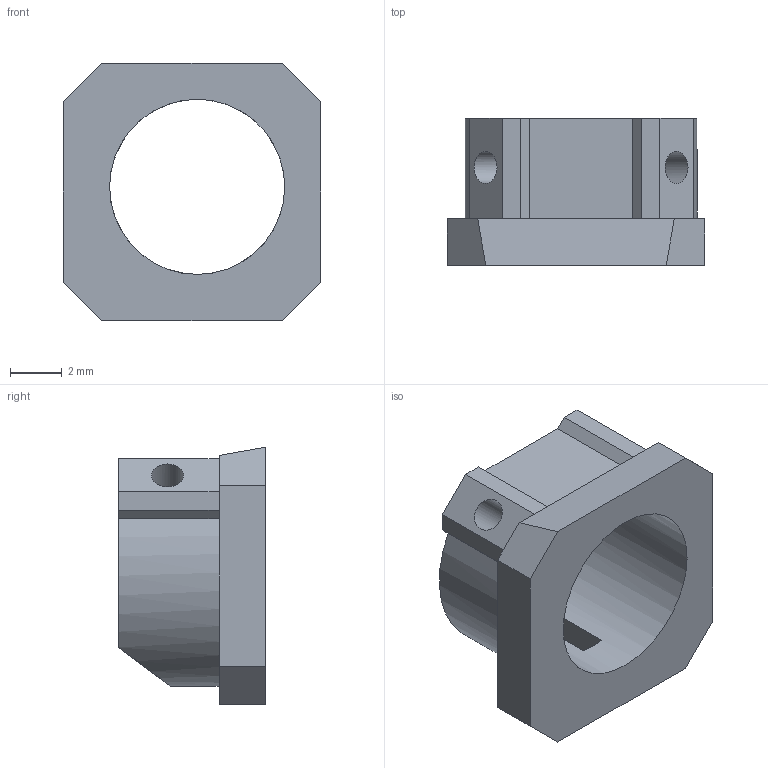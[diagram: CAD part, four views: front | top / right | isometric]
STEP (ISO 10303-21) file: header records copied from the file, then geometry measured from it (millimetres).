
FILE_DESCRIPTION(/* description */ (''),/* implementation_level */ '2;1');
FILE_NAME(/* name */ 'Scopebody adapter_V2_lateralshifting_ML+200_AP+200 .stp',/* time_stamp */ '2023-03-16T11:15:03+01:00',/* author */ ('Endre'),/* organization */ (''),/* preprocessor_version */ 'ST-DEVELOPER v19',/* originating_system */ 'Autodesk Inventor 2023',/* authorisation */ '');
FILE_SCHEMA (('AUTOMOTIVE_DESIGN { 1 0 10303 214 3 1 1 }'));
Length unit declared in the file: millimetre
Products named in the file (1): Scopebody adapter_V2_lateralshifting_ML+200_AP+200
Bounding box: 10 x 5.7 x 10 mm (x, y, z)
Volume: 208.4 mm3; surface area: 425.6 mm2
Topology: 1 solids, 1 shells, 31 faces, 89 edges, 60 vertices
Faces by surface type: plane 26, cylinder 5
Full cylindrical faces by diameter (mm): 1.25 x2, 6.8 x1
Entity records: 1128 total; most frequent: CARTESIAN_POINT 249, ORIENTED_EDGE 178, DIRECTION 163, EDGE_CURVE 89, LINE 71, VECTOR 71, VERTEX_POINT 60, AXIS2_PLACEMENT_3D 46
